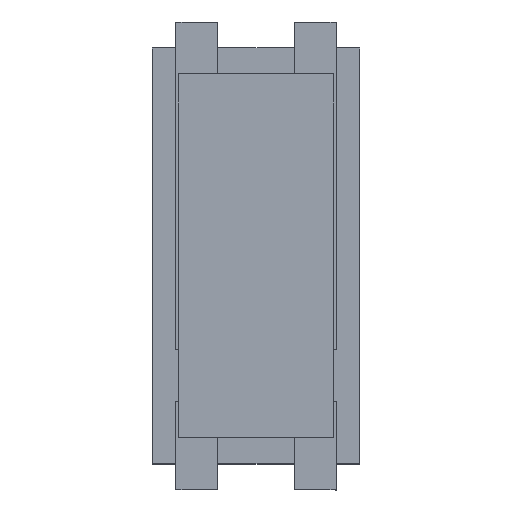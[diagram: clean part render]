
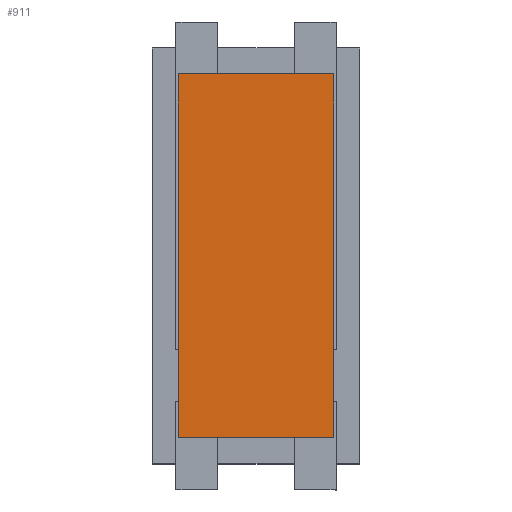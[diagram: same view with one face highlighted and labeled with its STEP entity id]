
A CAD part, top view. The second image highlights one B-rep face of the part: STEP entity #911.
In plain terms, the highlighted planar face has unit normal (0, 0, 1).
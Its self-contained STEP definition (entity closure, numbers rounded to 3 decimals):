
#75=FACE_OUTER_BOUND('',#127,.T.);
#127=EDGE_LOOP('',(#801,#802,#803,#804));
#239=LINE('',#1444,#359);
#242=LINE('',#1450,#362);
#245=LINE('',#1456,#365);
#248=LINE('',#1460,#368);
#359=VECTOR('',#1190,10.);
#362=VECTOR('',#1195,10.);
#365=VECTOR('',#1200,10.);
#368=VECTOR('',#1205,10.);
#443=VERTEX_POINT('',#1441);
#444=VERTEX_POINT('',#1443);
#446=VERTEX_POINT('',#1449);
#448=VERTEX_POINT('',#1455);
#559=EDGE_CURVE('',#444,#443,#239,.T.);
#562=EDGE_CURVE('',#446,#444,#242,.T.);
#565=EDGE_CURVE('',#448,#446,#245,.T.);
#568=EDGE_CURVE('',#443,#448,#248,.T.);
#801=ORIENTED_EDGE('',*,*,#568,.T.);
#802=ORIENTED_EDGE('',*,*,#565,.T.);
#803=ORIENTED_EDGE('',*,*,#562,.T.);
#804=ORIENTED_EDGE('',*,*,#559,.T.);
#859=PLANE('',#982);
#911=ADVANCED_FACE('',(#75),#859,.T.);
#982=AXIS2_PLACEMENT_3D('',#1461,#1206,#1207);
#1190=DIRECTION('',(-1.,0.,0.));
#1195=DIRECTION('',(0.,1.,0.));
#1200=DIRECTION('',(1.,0.,0.));
#1205=DIRECTION('',(0.,-1.,0.));
#1206=DIRECTION('center_axis',(0.,0.,1.));
#1207=DIRECTION('ref_axis',(1.,0.,0.));
#1441=CARTESIAN_POINT('',(-0.75,1.75,0.6));
#1443=CARTESIAN_POINT('',(0.75,1.75,0.6));
#1444=CARTESIAN_POINT('',(0.75,1.75,0.6));
#1449=CARTESIAN_POINT('',(0.75,-1.75,0.6));
#1450=CARTESIAN_POINT('',(0.75,-1.75,0.6));
#1455=CARTESIAN_POINT('',(-0.75,-1.75,0.6));
#1456=CARTESIAN_POINT('',(-0.75,-1.75,0.6));
#1460=CARTESIAN_POINT('',(-0.75,1.75,0.6));
#1461=CARTESIAN_POINT('Origin',(0.,0.,0.6));
